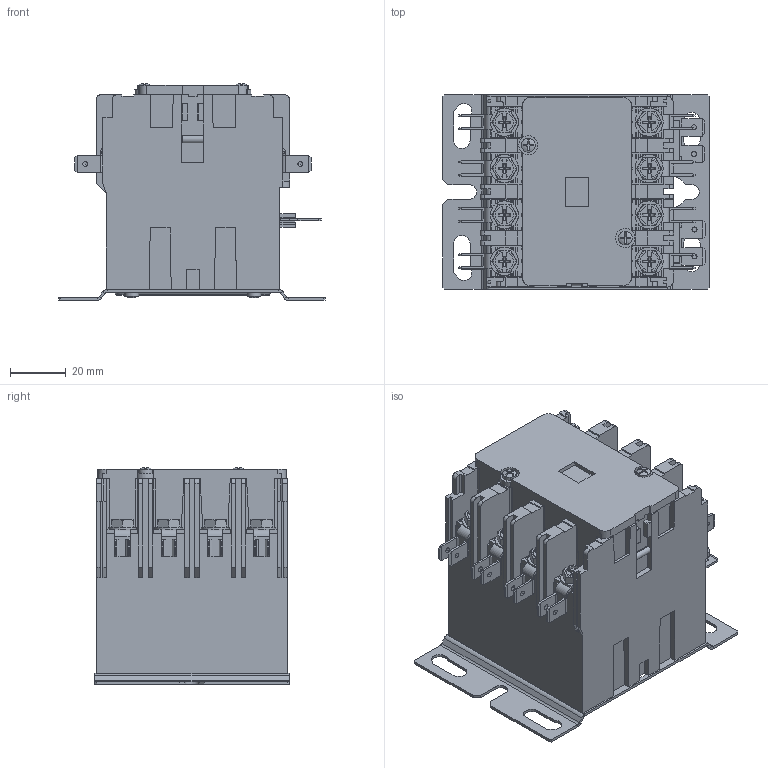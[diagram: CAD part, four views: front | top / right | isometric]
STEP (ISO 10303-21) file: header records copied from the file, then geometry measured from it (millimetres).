
FILE_DESCRIPTION(/* description */ (''),/* implementation_level */ '2;1');
FILE_NAME(/* name */ 'HCCY4XT02RA400.stp',/* time_stamp */ '2014-07-21T08:37:59-05:00',/* author */ ('MM'),/* organization */ (''),/* preprocessor_version */ 'ST-DEVELOPER v15.2',/* originating_system */ 'Autodesk Inventor 2014',/* authorisation */ '');
FILE_SCHEMA (('AUTOMOTIVE_DESIGN { 1 0 10303 214 3 1 1 }'));
Products named in the file (1): HCC_4X-ra
Bounding box: 95.8 x 70 x 78.01 mm (x, y, z)
Volume: 295259.3 mm3; surface area: 50478.3 mm2
Topology: 1 solids, 11 shells, 2855 faces, 7491 edges, 4724 vertices
Faces by surface type: plane 2345, cylinder 285, bspline 79, torus 72, sphere 62, cone 12
Full cylindrical faces by diameter (mm): 4.725 x8, 4.95 x6, 7 x8, 10.1 x8
Entity records: 93838 total; most frequent: CARTESIAN_POINT 22012, ORIENTED_EDGE 14582, DIRECTION 13605, EDGE_CURVE 7291, LINE 5749, VECTOR 5749, VERTEX_POINT 4624, AXIS2_PLACEMENT_3D 3928
